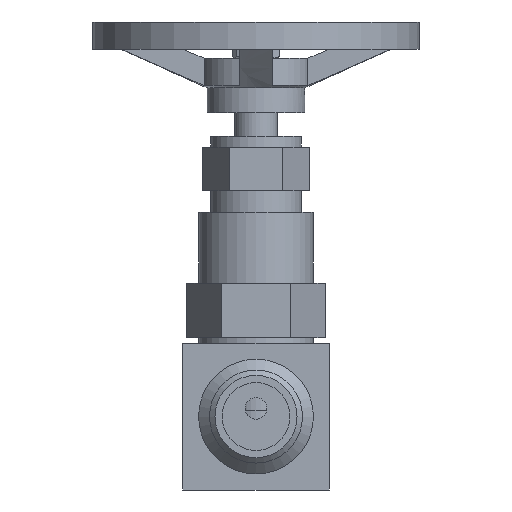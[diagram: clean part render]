
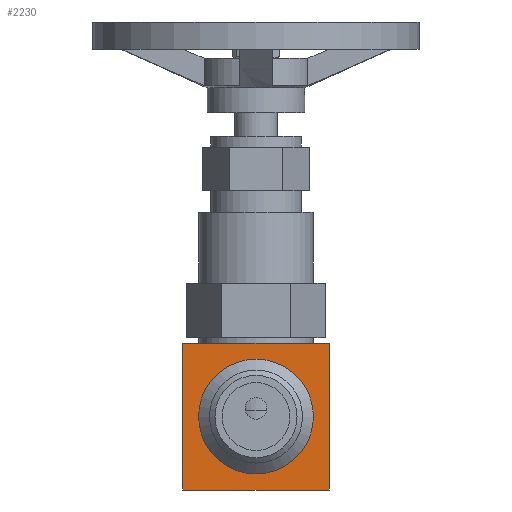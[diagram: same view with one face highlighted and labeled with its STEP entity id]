
A CAD part, left-side view. The second image highlights one B-rep face of the part: STEP entity #2230.
In plain terms, the highlighted planar face has unit normal (-1, 0, 0).
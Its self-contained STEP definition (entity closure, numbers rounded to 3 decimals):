
#170=CIRCLE('',#2387,10.55);
#291=ORIENTED_EDGE('',*,*,#749,.T.);
#292=ORIENTED_EDGE('',*,*,#735,.F.);
#293=ORIENTED_EDGE('',*,*,#746,.F.);
#294=ORIENTED_EDGE('',*,*,#742,.F.);
#295=ORIENTED_EDGE('',*,*,#739,.F.);
#735=EDGE_CURVE('',#968,#969,#1129,.T.);
#739=EDGE_CURVE('',#969,#972,#1133,.T.);
#742=EDGE_CURVE('',#972,#974,#1136,.T.);
#746=EDGE_CURVE('',#974,#968,#1139,.T.);
#749=EDGE_CURVE('',#978,#978,#170,.T.);
#968=VERTEX_POINT('',#3173);
#969=VERTEX_POINT('',#3174);
#972=VERTEX_POINT('',#3182);
#974=VERTEX_POINT('',#3188);
#978=VERTEX_POINT('',#3202);
#1129=LINE('',#3172,#1213);
#1133=LINE('',#3181,#1217);
#1136=LINE('',#3187,#1220);
#1139=LINE('',#3195,#1223);
#1213=VECTOR('',#2618,1000.);
#1217=VECTOR('',#2624,1000.);
#1220=VECTOR('',#2629,1000.);
#1223=VECTOR('',#2636,1000.);
#1304=EDGE_LOOP('',(#291));
#1305=EDGE_LOOP('',(#292,#293,#294,#295));
#1494=FACE_BOUND('',#1304,.T.);
#1495=FACE_BOUND('',#1305,.T.);
#1682=PLANE('',#2386);
#2230=ADVANCED_FACE('',(#1494,#1495),#1682,.F.);
#2386=AXIS2_PLACEMENT_3D('',#3200,#2642,#2643);
#2387=AXIS2_PLACEMENT_3D('',#3201,#2644,#2645);
#2618=DIRECTION('',(0.,0.,-1.));
#2624=DIRECTION('',(0.,1.,0.));
#2629=DIRECTION('',(0.,0.,1.));
#2636=DIRECTION('',(0.,-1.,0.));
#2642=DIRECTION('',(1.,0.,0.));
#2643=DIRECTION('',(0.,0.,-1.));
#2644=DIRECTION('',(1.,0.,0.));
#2645=DIRECTION('',(0.,0.,-1.));
#3172=CARTESIAN_POINT('',(-26.,-13.5,13.5));
#3173=CARTESIAN_POINT('',(-26.,-13.5,13.5));
#3174=CARTESIAN_POINT('',(-26.,-13.5,-13.5));
#3181=CARTESIAN_POINT('',(-26.,-13.5,-13.5));
#3182=CARTESIAN_POINT('',(-26.,13.5,-13.5));
#3187=CARTESIAN_POINT('',(-26.,13.5,-13.5));
#3188=CARTESIAN_POINT('',(-26.,13.5,13.5));
#3195=CARTESIAN_POINT('',(-26.,13.5,13.5));
#3200=CARTESIAN_POINT('',(-26.,0.,0.));
#3201=CARTESIAN_POINT('',(-26.,0.,0.));
#3202=CARTESIAN_POINT('',(-26.,0.,-10.55));
